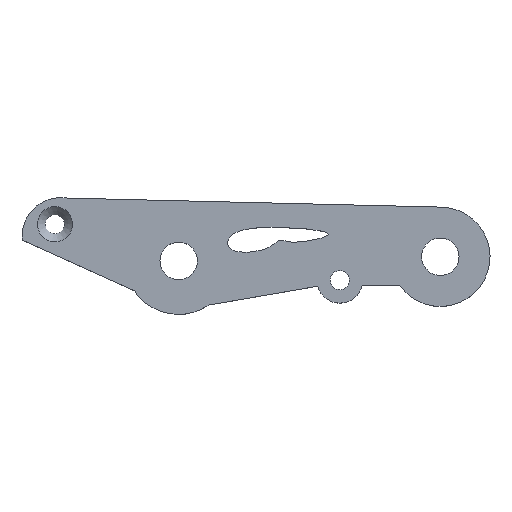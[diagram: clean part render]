
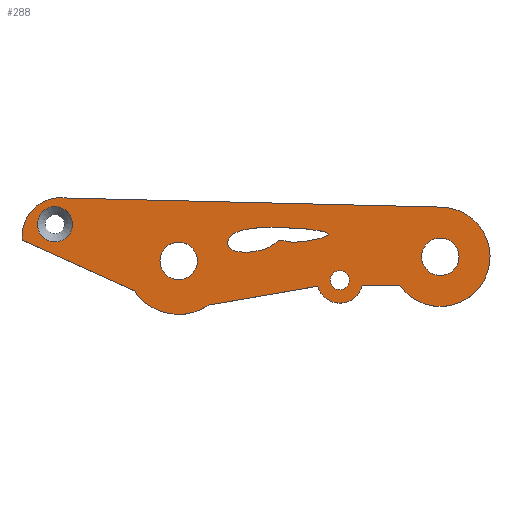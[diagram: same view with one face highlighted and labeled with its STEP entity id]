
A CAD part, top view. The second image highlights one B-rep face of the part: STEP entity #288.
In plain terms, the highlighted planar face has unit normal (0, 0, 1).
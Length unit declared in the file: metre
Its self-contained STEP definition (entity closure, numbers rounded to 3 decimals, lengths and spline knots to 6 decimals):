
#23=B_SPLINE_CURVE_WITH_KNOTS('',3,(#500,#501,#502,#503,#504,#505,#506,
#507,#508,#509),.UNSPECIFIED.,.T.,.F.,(1,3,1,1,1,1,1,1,3,1),(-0.162649,
0.,0.094779,0.290311,0.472936,0.632014,
0.734747,0.837351,1.,1.094779),.UNSPECIFIED.);
#31=LINE('',#464,#47);
#34=LINE('',#472,#50);
#37=LINE('',#480,#53);
#39=LINE('',#495,#55);
#47=VECTOR('',#369,1.);
#50=VECTOR('',#378,1.);
#53=VECTOR('',#387,1.);
#55=VECTOR('',#407,1.);
#109=ORIENTED_EDGE('',*,*,#159,.F.);
#110=ORIENTED_EDGE('',*,*,#154,.F.);
#111=ORIENTED_EDGE('',*,*,#155,.F.);
#112=ORIENTED_EDGE('',*,*,#156,.F.);
#113=ORIENTED_EDGE('',*,*,#140,.T.);
#114=ORIENTED_EDGE('',*,*,#143,.T.);
#115=ORIENTED_EDGE('',*,*,#145,.T.);
#116=ORIENTED_EDGE('',*,*,#147,.T.);
#117=ORIENTED_EDGE('',*,*,#149,.T.);
#118=ORIENTED_EDGE('',*,*,#151,.T.);
#119=ORIENTED_EDGE('',*,*,#153,.T.);
#120=ORIENTED_EDGE('',*,*,#157,.F.);
#121=ORIENTED_EDGE('',*,*,#160,.T.);
#140=EDGE_CURVE('',#175,#174,#196,.T.);
#143=EDGE_CURVE('',#174,#176,#31,.T.);
#145=EDGE_CURVE('',#176,#177,#197,.T.);
#147=EDGE_CURVE('',#177,#178,#34,.T.);
#149=EDGE_CURVE('',#178,#179,#198,.T.);
#151=EDGE_CURVE('',#179,#180,#37,.T.);
#153=EDGE_CURVE('',#180,#181,#199,.T.);
#154=EDGE_CURVE('',#182,#182,#200,.T.);
#155=EDGE_CURVE('',#183,#183,#201,.T.);
#156=EDGE_CURVE('',#184,#184,#202,.T.);
#157=EDGE_CURVE('',#175,#181,#39,.T.);
#159=EDGE_CURVE('',#186,#186,#23,.F.);
#160=EDGE_CURVE('',#187,#187,#204,.F.);
#174=VERTEX_POINT('',#457);
#175=VERTEX_POINT('',#459);
#176=VERTEX_POINT('',#463);
#177=VERTEX_POINT('',#467);
#178=VERTEX_POINT('',#471);
#179=VERTEX_POINT('',#475);
#180=VERTEX_POINT('',#479);
#181=VERTEX_POINT('',#483);
#182=VERTEX_POINT('',#487);
#183=VERTEX_POINT('',#490);
#184=VERTEX_POINT('',#493);
#186=VERTEX_POINT('',#510);
#187=VERTEX_POINT('',#512);
#196=CIRCLE('',#314,0.005105);
#197=CIRCLE('',#317,0.007);
#198=CIRCLE('',#320,0.003);
#199=CIRCLE('',#323,0.0065);
#200=CIRCLE('',#325,0.00245);
#201=CIRCLE('',#327,0.00125);
#202=CIRCLE('',#329,0.00245);
#204=CIRCLE('',#334,0.0023);
#227=EDGE_LOOP('',(#109));
#228=EDGE_LOOP('',(#110));
#229=EDGE_LOOP('',(#111));
#230=EDGE_LOOP('',(#112));
#231=EDGE_LOOP('',(#113,#114,#115,#116,#117,#118,#119,#120));
#232=EDGE_LOOP('',(#121));
#259=FACE_BOUND('',#227,.T.);
#260=FACE_BOUND('',#228,.T.);
#261=FACE_BOUND('',#229,.T.);
#262=FACE_BOUND('',#230,.T.);
#263=FACE_BOUND('',#231,.T.);
#264=FACE_BOUND('',#232,.T.);
#274=PLANE('',#333);
#288=ADVANCED_FACE('',(#259,#260,#261,#262,#263,#264),#274,.T.);
#314=AXIS2_PLACEMENT_3D('',#458,#363,#364);
#317=AXIS2_PLACEMENT_3D('',#468,#373,#374);
#320=AXIS2_PLACEMENT_3D('',#476,#382,#383);
#323=AXIS2_PLACEMENT_3D('',#484,#391,#392);
#325=AXIS2_PLACEMENT_3D('',#486,#395,#396);
#327=AXIS2_PLACEMENT_3D('',#489,#399,#400);
#329=AXIS2_PLACEMENT_3D('',#492,#403,#404);
#333=AXIS2_PLACEMENT_3D('',#499,#412,#413);
#334=AXIS2_PLACEMENT_3D('',#511,#414,#415);
#363=DIRECTION('',(0.,0.,1.));
#364=DIRECTION('',(1.,0.,0.));
#369=DIRECTION('',(0.911,-0.411,0.));
#373=DIRECTION('',(0.,0.,1.));
#374=DIRECTION('',(1.,0.,0.));
#378=DIRECTION('',(0.986,0.17,0.));
#382=DIRECTION('',(0.,0.,1.));
#383=DIRECTION('',(1.,0.,0.));
#387=DIRECTION('',(1.,0.,0.));
#391=DIRECTION('',(0.,0.,1.));
#392=DIRECTION('',(1.,0.,0.));
#395=DIRECTION('',(0.,0.,1.));
#396=DIRECTION('',(1.,0.,0.));
#399=DIRECTION('',(0.,0.,1.));
#400=DIRECTION('',(1.,0.,0.));
#403=DIRECTION('',(0.,0.,1.));
#404=DIRECTION('',(1.,0.,0.));
#407=DIRECTION('',(1.,-0.024,0.));
#412=DIRECTION('',(0.,0.,1.));
#413=DIRECTION('',(1.,0.,0.));
#414=DIRECTION('',(0.,0.,1.));
#415=DIRECTION('',(1.,0.,0.));
#457=CARTESIAN_POINT('',(-0.045231,0.00271,0.0036));
#458=CARTESIAN_POINT('',(-0.040147,0.00318,0.0036));
#459=CARTESIAN_POINT('',(-0.039318,0.008217,0.0036));
#463=CARTESIAN_POINT('',(-0.030548,-0.00392,0.0036));
#464=CARTESIAN_POINT('',(-0.04223,0.001355,0.0036));
#467=CARTESIAN_POINT('',(-0.020771,-0.00576,0.0036));
#468=CARTESIAN_POINT('',(-0.024748,0.,0.0036));
#471=CARTESIAN_POINT('',(-0.006571,-0.003316,0.0036));
#472=CARTESIAN_POINT('',(-0.013671,-0.004538,0.0036));
#475=CARTESIAN_POINT('',(-0.000751,-0.003177,0.0036));
#476=CARTESIAN_POINT('',(-0.003678,-0.002522,0.0036));
#479=CARTESIAN_POINT('',(0.004138,-0.003177,0.0036));
#480=CARTESIAN_POINT('',(0.001694,-0.003177,0.0036));
#483=CARTESIAN_POINT('',(0.009629,0.007036,0.0036));
#484=CARTESIAN_POINT('',(0.009472,0.000538,0.0036));
#486=CARTESIAN_POINT('',(0.009472,0.000538,0.0036));
#487=CARTESIAN_POINT('',(0.011922,0.000538,0.0036));
#489=CARTESIAN_POINT('',(-0.003678,-0.002522,0.0036));
#490=CARTESIAN_POINT('',(-0.002428,-0.002522,0.0036));
#492=CARTESIAN_POINT('',(-0.024748,0.,0.0036));
#493=CARTESIAN_POINT('',(-0.022298,0.,0.0036));
#495=CARTESIAN_POINT('',(-0.014845,0.007626,0.0036));
#499=CARTESIAN_POINT('',(-0.015561,0.000642,0.0036));
#500=CARTESIAN_POINT('',(-0.017976,0.001582,0.0036));
#501=CARTESIAN_POINT('',(-0.018493,0.001986,0.0036));
#502=CARTESIAN_POINT('',(-0.01834,0.004158,0.0036));
#503=CARTESIAN_POINT('',(-0.011723,0.004662,0.0036));
#504=CARTESIAN_POINT('',(-0.002204,0.003654,0.0036));
#505=CARTESIAN_POINT('',(-0.009925,0.002006,0.0036));
#506=CARTESIAN_POINT('',(-0.011632,0.003074,0.0036));
#507=CARTESIAN_POINT('',(-0.012921,0.001219,0.0036));
#508=CARTESIAN_POINT('',(-0.01709,0.000888,0.0036));
#509=CARTESIAN_POINT('',(-0.017976,0.001582,0.0036));
#510=CARTESIAN_POINT('',(-0.017976,0.001582,0.0036));
#511=CARTESIAN_POINT('',(-0.040928,0.00479,0.0036));
#512=CARTESIAN_POINT('',(-0.038628,0.00479,0.0036));
